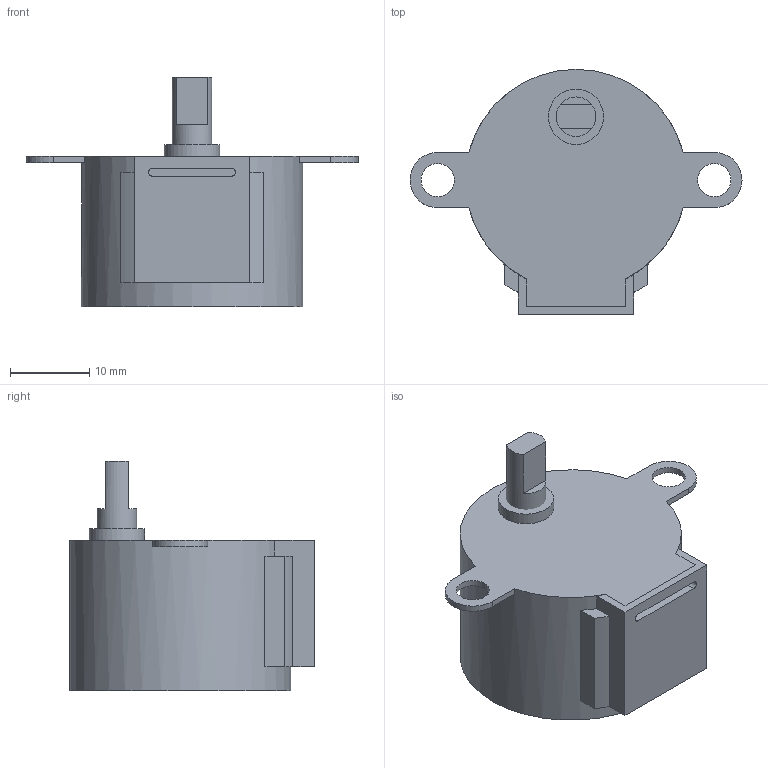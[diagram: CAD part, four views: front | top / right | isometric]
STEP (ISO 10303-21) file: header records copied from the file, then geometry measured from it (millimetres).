
FILE_DESCRIPTION(('FreeCAD Model'),'2;1');
FILE_NAME('28BYJ-48_Stepper_Motor.step', '2015-09-03T19:04:44',('Author'),(''), 'Open CASCADE STEP processor 6.8','FreeCAD','Unknown');
FILE_SCHEMA(('AUTOMOTIVE_DESIGN_CC2 { 1 2 10303 214 -1 1 5 4 }'));
Length unit declared in the file: millimetre
Products named in the file (2): ASSEMBLY; Motor_final
Assembly tree (1 placements, depth 2):
  ASSEMBLY
    Motor_final
Bounding box: 42 x 31 x 29 mm (x, y, z)
Volume: 12917.2 mm3; surface area: 4294.5 mm2
Topology: 3 solids, 3 shells, 49 faces, 127 edges, 86 vertices
Faces by surface type: plane 37, cylinder 12
Full cylindrical faces by diameter (mm): 4.2 x2, 5 x1, 7 x1, 28 x1
Entity records: 3853 total; most frequent: CARTESIAN_POINT 998, DIRECTION 447, ORIENTED_EDGE 254, PCURVE 254, DEFINITIONAL_REPRESENTATION 254, LINE 235, VECTOR 235, EDGE_CURVE 127
